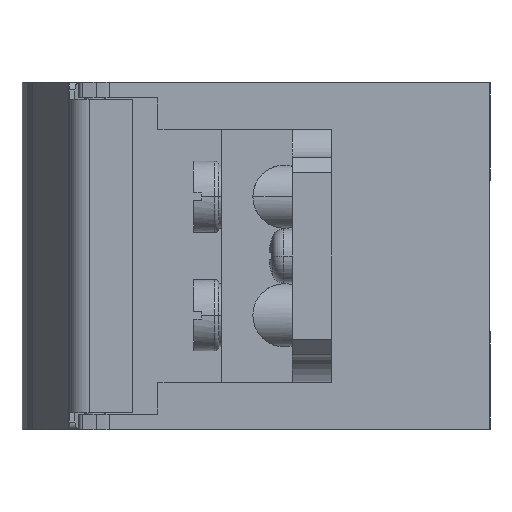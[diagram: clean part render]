
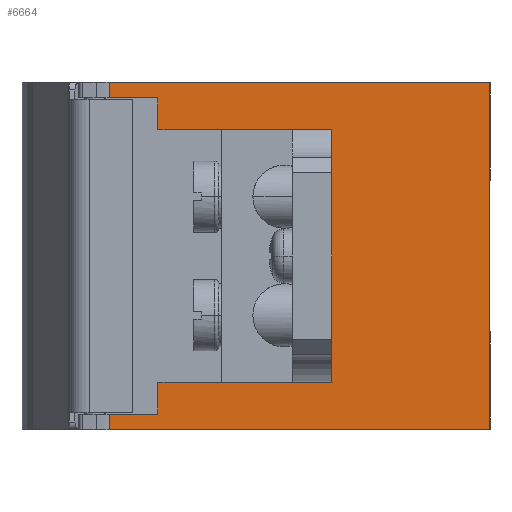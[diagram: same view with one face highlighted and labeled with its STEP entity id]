
A CAD part, left-side view. The second image highlights one B-rep face of the part: STEP entity #6664.
In plain terms, the highlighted planar face has unit normal (-1, 0, 0).
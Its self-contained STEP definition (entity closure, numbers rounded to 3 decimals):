
#672=DIRECTION('',(0.,0.,1.));
#673=VECTOR('',#672,25.);
#674=CARTESIAN_POINT('',(-21.,20.,-12.5));
#675=LINE('',#674,#673);
#676=DIRECTION('',(0.,1.,0.));
#677=VECTOR('',#676,6.172);
#678=CARTESIAN_POINT('',(-21.,42.,20.));
#679=LINE('',#678,#677);
#680=DIRECTION('',(0.,0.,1.));
#681=VECTOR('',#680,2.);
#682=CARTESIAN_POINT('',(-21.,48.172,20.));
#683=LINE('',#682,#681);
#684=DIRECTION('',(0.,-1.,0.));
#685=VECTOR('',#684,48.172);
#686=CARTESIAN_POINT('',(-21.,48.172,22.));
#687=LINE('',#686,#685);
#688=DIRECTION('',(0.,1.,0.));
#689=VECTOR('',#688,48.172);
#690=CARTESIAN_POINT('',(-21.,0.,-22.));
#691=LINE('',#690,#689);
#692=DIRECTION('',(0.,-1.,0.));
#693=VECTOR('',#692,6.172);
#694=CARTESIAN_POINT('',(-21.,48.172,-20.));
#695=LINE('',#694,#693);
#721=DIRECTION('',(0.,0.,-1.));
#722=VECTOR('',#721,3.5);
#723=CARTESIAN_POINT('',(-21.,20.,-12.5));
#724=LINE('',#723,#722);
#737=DIRECTION('',(0.,0.,-1.));
#738=VECTOR('',#737,3.5);
#739=CARTESIAN_POINT('',(-21.,20.,16.));
#740=LINE('',#739,#738);
#1539=DIRECTION('',(0.,1.,0.));
#1540=VECTOR('',#1539,22.);
#1541=CARTESIAN_POINT('',(-21.,20.,-16.));
#1542=LINE('',#1541,#1540);
#1543=DIRECTION('',(0.,0.,-1.));
#1544=VECTOR('',#1543,4.);
#1545=CARTESIAN_POINT('',(-21.,42.,-16.));
#1546=LINE('',#1545,#1544);
#2892=DIRECTION('',(0.,0.,-1.));
#2893=VECTOR('',#2892,4.);
#2894=CARTESIAN_POINT('',(-21.,42.,20.));
#2895=LINE('',#2894,#2893);
#2908=DIRECTION('',(0.,-1.,0.));
#2909=VECTOR('',#2908,22.);
#2910=CARTESIAN_POINT('',(-21.,42.,16.));
#2911=LINE('',#2910,#2909);
#3563=DIRECTION('',(0.,0.,1.));
#3564=VECTOR('',#3563,44.);
#3565=CARTESIAN_POINT('',(-21.,0.,-22.));
#3566=LINE('',#3565,#3564);
#4112=DIRECTION('',(0.,0.,-1.));
#4113=VECTOR('',#4112,2.);
#4114=CARTESIAN_POINT('',(-21.,48.172,-20.));
#4115=LINE('',#4114,#4113);
#4511=CARTESIAN_POINT('',(-21.,48.172,-22.));
#4512=VERTEX_POINT('',#4511);
#4513=CARTESIAN_POINT('',(-21.,0.,-22.));
#4514=VERTEX_POINT('',#4513);
#4567=CARTESIAN_POINT('',(-21.,48.172,-20.));
#4569=VERTEX_POINT('',#4567);
#4637=CARTESIAN_POINT('',(-21.,48.172,20.));
#4638=VERTEX_POINT('',#4637);
#4640=CARTESIAN_POINT('',(-21.,42.,20.));
#4642=VERTEX_POINT('',#4640);
#4685=CARTESIAN_POINT('',(-21.,0.,22.));
#4686=VERTEX_POINT('',#4685);
#4687=CARTESIAN_POINT('',(-21.,48.172,22.));
#4688=VERTEX_POINT('',#4687);
#4701=CARTESIAN_POINT('',(-21.,42.,-20.));
#4702=VERTEX_POINT('',#4701);
#4703=CARTESIAN_POINT('',(-21.,42.,-16.));
#4704=VERTEX_POINT('',#4703);
#4705=CARTESIAN_POINT('',(-21.,20.,-16.));
#4706=VERTEX_POINT('',#4705);
#4707=CARTESIAN_POINT('',(-21.,42.,16.));
#4708=CARTESIAN_POINT('',(-21.,20.,16.));
#4709=VERTEX_POINT('',#4707);
#4710=VERTEX_POINT('',#4708);
#5571=CARTESIAN_POINT('',(-21.,20.,-12.5));
#5572=CARTESIAN_POINT('',(-21.,20.,12.5));
#5573=VERTEX_POINT('',#5571);
#5574=VERTEX_POINT('',#5572);
#6630=CARTESIAN_POINT('',(-21.,24.086,0.));
#6631=DIRECTION('',(1.,0.,0.));
#6632=DIRECTION('',(0.,-1.,0.));
#6633=AXIS2_PLACEMENT_3D('',#6630,#6631,#6632);
#6634=PLANE('',#6633);
#6635=ORIENTED_EDGE('',*,*,#6584,.T.);
#6637=ORIENTED_EDGE('',*,*,#6636,.F.);
#6639=ORIENTED_EDGE('',*,*,#6638,.F.);
#6641=ORIENTED_EDGE('',*,*,#6640,.F.);
#6643=ORIENTED_EDGE('',*,*,#6642,.T.);
#6645=ORIENTED_EDGE('',*,*,#6644,.T.);
#6647=ORIENTED_EDGE('',*,*,#6646,.T.);
#6649=ORIENTED_EDGE('',*,*,#6648,.F.);
#6651=ORIENTED_EDGE('',*,*,#6650,.T.);
#6653=ORIENTED_EDGE('',*,*,#6652,.F.);
#6655=ORIENTED_EDGE('',*,*,#6654,.T.);
#6657=ORIENTED_EDGE('',*,*,#6656,.F.);
#6659=ORIENTED_EDGE('',*,*,#6658,.F.);
#6661=ORIENTED_EDGE('',*,*,#6660,.F.);
#6662=EDGE_LOOP('',(#6635,#6637,#6639,#6641,#6643,#6645,#6647,#6649,#6651,#6653,
#6655,#6657,#6659,#6661));
#6663=FACE_OUTER_BOUND('',#6662,.F.);
#6584=EDGE_CURVE('',#5573,#5574,#675,.T.);
#6636=EDGE_CURVE('',#4710,#5574,#740,.T.);
#6638=EDGE_CURVE('',#4709,#4710,#2911,.T.);
#6640=EDGE_CURVE('',#4642,#4709,#2895,.T.);
#6642=EDGE_CURVE('',#4642,#4638,#679,.T.);
#6644=EDGE_CURVE('',#4638,#4688,#683,.T.);
#6646=EDGE_CURVE('',#4688,#4686,#687,.T.);
#6648=EDGE_CURVE('',#4514,#4686,#3566,.T.);
#6650=EDGE_CURVE('',#4514,#4512,#691,.T.);
#6652=EDGE_CURVE('',#4569,#4512,#4115,.T.);
#6654=EDGE_CURVE('',#4569,#4702,#695,.T.);
#6656=EDGE_CURVE('',#4704,#4702,#1546,.T.);
#6658=EDGE_CURVE('',#4706,#4704,#1542,.T.);
#6660=EDGE_CURVE('',#5573,#4706,#724,.T.);
#6664=ADVANCED_FACE('',(#6663),#6634,.F.);
